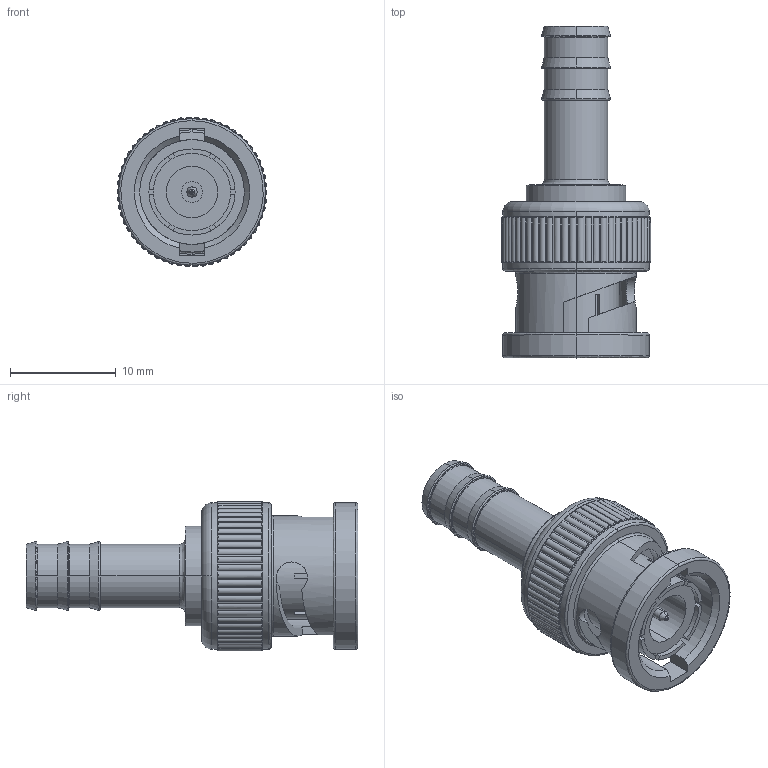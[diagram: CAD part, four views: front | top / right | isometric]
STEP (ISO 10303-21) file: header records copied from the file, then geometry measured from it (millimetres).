
FILE_DESCRIPTION (( 'STEP AP203' ), '1' );
FILE_NAME ('M BNC.STEP', '2011-06-22T18:52:16', ( '' ), ( '' ), 'SwSTEP 2.0', 'SolidWorks 2011', '' );
FILE_SCHEMA (( 'CONFIG_CONTROL_DESIGN' ));
Length unit declared in the file: inch
Products named in the file (2): M BNC; M BNC_1
Assembly tree (1 placements, depth 2):
  M BNC
    M BNC_1
Bounding box: 14.13 x 31.31 x 14.12 mm (x, y, z)
Volume: 1713.4 mm3; surface area: 2111.5 mm2
Topology: 1 solids, 1 shells, 451 faces, 1110 edges, 726 vertices
Faces by surface type: plane 287, cylinder 120, bspline 30, cone 10, torus 4
Entity records: 15286 total; most frequent: CARTESIAN_POINT 4597, DIRECTION 2266, ORIENTED_EDGE 2220, EDGE_CURVE 1110, AXIS2_PLACEMENT_3D 937, VERTEX_POINT 726, EDGE_LOOP 520, CIRCLE 512
